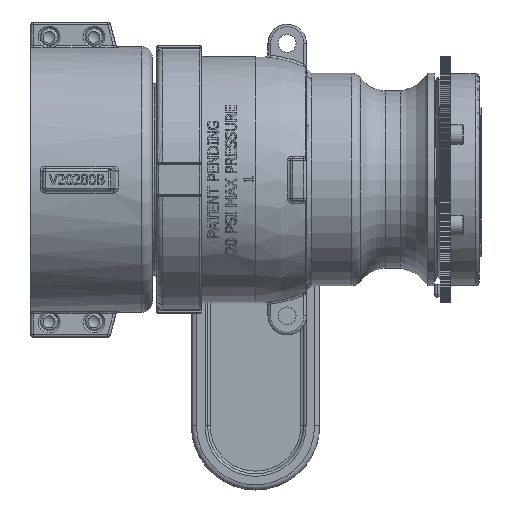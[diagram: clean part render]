
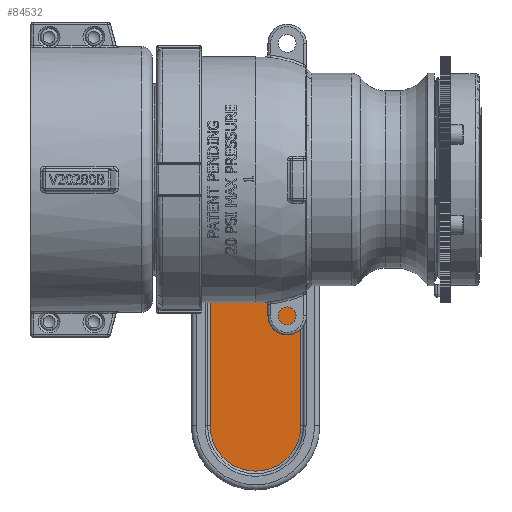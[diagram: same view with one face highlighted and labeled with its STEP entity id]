
A CAD part, front view. The second image highlights one B-rep face of the part: STEP entity #84532.
In plain terms, the highlighted planar face has unit normal (0, -1, 0).
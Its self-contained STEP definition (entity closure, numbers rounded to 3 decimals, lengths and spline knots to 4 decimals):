
#4497=PLANE('',#91097);
#11006=LINE('',#151300,#18697);
#11007=LINE('',#151308,#18698);
#18697=VECTOR('',#108735,0.3937);
#18698=VECTOR('',#108746,0.3937);
#25044=FACE_OUTER_BOUND('',#29980,.T.);
#29980=EDGE_LOOP('',(#75582,#75583,#75584,#75585));
#35305=CIRCLE('',#91083,0.53);
#35308=CIRCLE('',#91088,1.155);
#42075=VERTEX_POINT('',#151294);
#42077=VERTEX_POINT('',#151298);
#42078=VERTEX_POINT('',#151302);
#42079=VERTEX_POINT('',#151306);
#53523=EDGE_CURVE('',#42077,#42075,#11006,.T.);
#53525=EDGE_CURVE('',#42078,#42077,#35305,.T.);
#53527=EDGE_CURVE('',#42079,#42078,#11007,.T.);
#53529=EDGE_CURVE('',#42075,#42079,#35308,.T.);
#75582=ORIENTED_EDGE('',*,*,#53523,.F.);
#75583=ORIENTED_EDGE('',*,*,#53525,.F.);
#75584=ORIENTED_EDGE('',*,*,#53527,.F.);
#75585=ORIENTED_EDGE('',*,*,#53529,.F.);
#84532=ADVANCED_FACE('',(#25044),#4497,.F.);
#91083=AXIS2_PLACEMENT_3D('',#151304,#108740,#108741);
#91088=AXIS2_PLACEMENT_3D('',#151312,#108751,#108752);
#91097=AXIS2_PLACEMENT_3D('',#151323,#108771,#108772);
#108735=DIRECTION('',(0.,0.,1.));
#108740=DIRECTION('center_axis',(0.,1.,0.));
#108741=DIRECTION('ref_axis',(0.,0.,
-1.));
#108746=DIRECTION('',(0.,0.,-1.));
#108751=DIRECTION('center_axis',(0.,-1.,0.));
#108752=DIRECTION('ref_axis',(0.,0.,
-1.));
#108771=DIRECTION('center_axis',(0.,1.,0.));
#108772=DIRECTION('ref_axis',(0.,0.,1.));
#151294=CARTESIAN_POINT('',(-0.53,1.688,-1.0262));
#151298=CARTESIAN_POINT('',(-0.53,1.688,-2.875));
#151300=CARTESIAN_POINT('',(-0.53,1.688,-2.4911));
#151302=CARTESIAN_POINT('',(0.53,1.688,-2.875));
#151304=CARTESIAN_POINT('Origin',(0.,1.688,-2.875));
#151306=CARTESIAN_POINT('',(0.53,1.688,-1.0262));
#151308=CARTESIAN_POINT('',(0.53,1.688,-1.428));
#151312=CARTESIAN_POINT('Origin',(0.,1.688,0.));
#151323=CARTESIAN_POINT('Origin',(0.,1.688,-2.1072));
